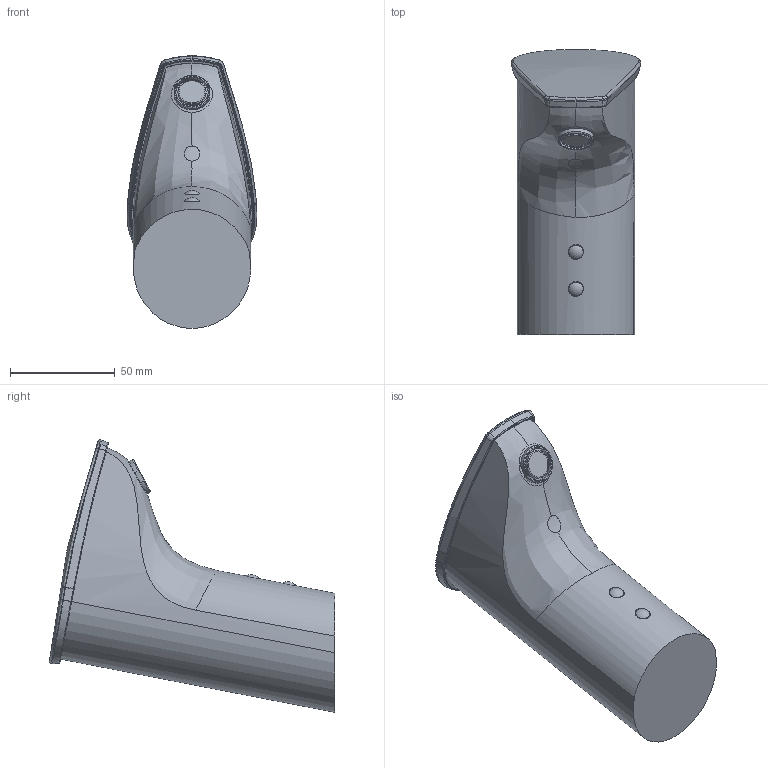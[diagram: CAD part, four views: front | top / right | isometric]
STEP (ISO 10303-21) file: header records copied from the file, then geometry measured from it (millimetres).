
FILE_DESCRIPTION (( 'STEP AP203' ), '1' );
FILE_NAME ('6050F+6050FN.STEP', '2017-03-09T05:55:53', ( '' ), ( '' ), 'SwSTEP 2.0', 'SolidWorks 2016', '' );
FILE_SCHEMA (( 'CONFIG_CONTROL_DESIGN' ));
Length unit declared in the file: millimetre
Products named in the file (1): 6050F+6050FN
Bounding box: 62 x 136.16 x 130.11 mm (x, y, z)
Volume: 403668.5 mm3; surface area: 41829.3 mm2
Topology: 1 solids, 1 shells, 134 faces, 306 edges, 184 vertices
Faces by surface type: bspline 103, plane 7, cylinder 7, cone 7, torus 6, sphere 4
Full cylindrical faces by diameter (mm): 12.2 x1, 13.4 x1, 15.5 x1
Entity records: 16144 total; most frequent: CARTESIAN_POINT 13852, ORIENTED_EDGE 592, EDGE_CURVE 296, DIRECTION 210, B_SPLINE_CURVE_WITH_KNOTS 204, VERTEX_POINT 181, EDGE_LOOP 151, FACE_OUTER_BOUND 140
